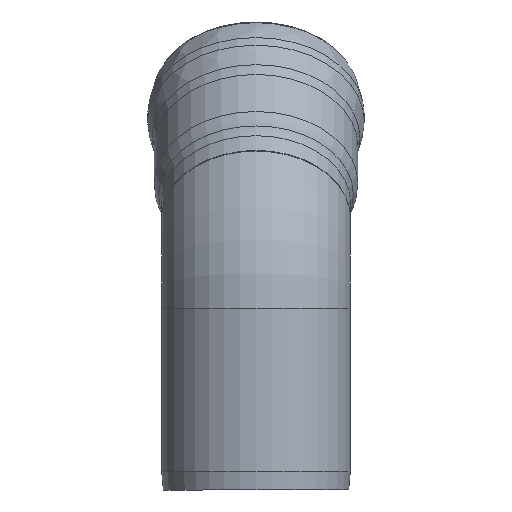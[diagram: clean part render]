
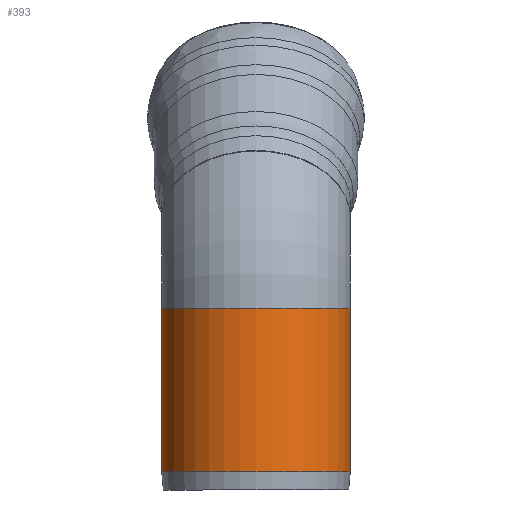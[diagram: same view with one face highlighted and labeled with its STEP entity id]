
A CAD part, left-side view. The second image highlights one B-rep face of the part: STEP entity #393.
In plain terms, the highlighted cylindrical face has radius 365 mm (diameter 730 mm), a full revolution.
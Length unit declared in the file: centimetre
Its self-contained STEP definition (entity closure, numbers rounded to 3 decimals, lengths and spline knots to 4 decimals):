
#25=CYLINDRICAL_SURFACE('',#500,36.5);
#36=LINE('',#773,#52);
#52=VECTOR('',#607,36.5);
#81=FACE_OUTER_BOUND('',#110,.T.);
#110=EDGE_LOOP('',(#271,#272,#273,#274,#275));
#136=VERTEX_POINT('',#750);
#137=VERTEX_POINT('',#752);
#139=VERTEX_POINT('',#759);
#180=EDGE_CURVE('',#136,#137,#431,.T.);
#181=EDGE_CURVE('',#137,#136,#432,.T.);
#184=EDGE_CURVE('',#139,#139,#434,.T.);
#190=EDGE_CURVE('',#139,#137,#36,.T.);
#271=ORIENTED_EDGE('',*,*,#184,.F.);
#272=ORIENTED_EDGE('',*,*,#190,.T.);
#273=ORIENTED_EDGE('',*,*,#180,.F.);
#274=ORIENTED_EDGE('',*,*,#181,.F.);
#275=ORIENTED_EDGE('',*,*,#190,.F.);
#393=ADVANCED_FACE('',(#81),#25,.T.);
#431=CIRCLE('',#489,36.5);
#432=CIRCLE('',#490,36.5);
#434=CIRCLE('',#494,36.5);
#489=AXIS2_PLACEMENT_3D('',#753,#579,#580);
#490=AXIS2_PLACEMENT_3D('',#754,#581,#582);
#494=AXIS2_PLACEMENT_3D('',#761,#590,#591);
#500=AXIS2_PLACEMENT_3D('',#772,#605,#606);
#579=DIRECTION('center_axis',(0.,0.,
1.));
#580=DIRECTION('ref_axis',(0.,-1.,0.));
#581=DIRECTION('center_axis',(0.,0.,
1.));
#582=DIRECTION('ref_axis',(0.,-1.,0.));
#590=DIRECTION('center_axis',(0.,0.,-1.));
#591=DIRECTION('ref_axis',(1.,0.,0.));
#605=DIRECTION('center_axis',(0.,0.,-1.));
#606=DIRECTION('ref_axis',(1.,0.,0.));
#607=DIRECTION('',(0.,0.,1.));
#750=CARTESIAN_POINT('',(36.5,0.,70.2918));
#752=CARTESIAN_POINT('',(-36.5,0.,70.2918));
#753=CARTESIAN_POINT('Origin',(0.,0.,70.2918));
#754=CARTESIAN_POINT('Origin',(0.,0.,70.2918));
#759=CARTESIAN_POINT('',(-36.5,0.,7.));
#761=CARTESIAN_POINT('Origin',(0.,0.,7.));
#772=CARTESIAN_POINT('Origin',(0.,0.,8.5));
#773=CARTESIAN_POINT('',(-36.5,0.,8.5));
